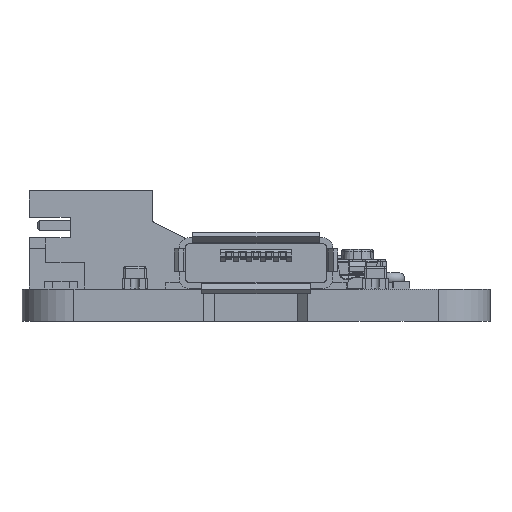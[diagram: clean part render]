
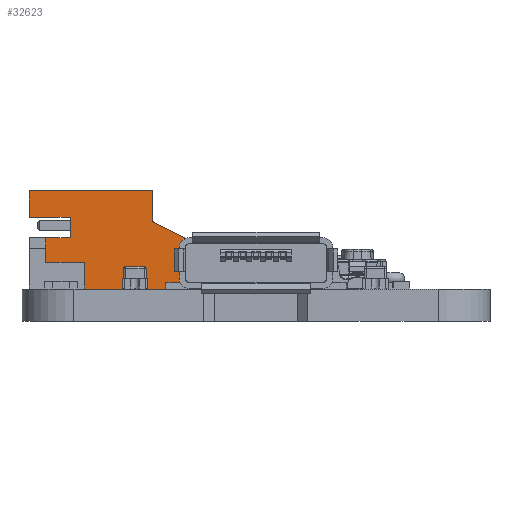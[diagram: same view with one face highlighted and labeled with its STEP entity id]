
A CAD part, left-side view. The second image highlights one B-rep face of the part: STEP entity #32623.
In plain terms, the highlighted planar face has unit normal (-1, 0, 0).
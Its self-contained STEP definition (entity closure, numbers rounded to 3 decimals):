
#1195=PLANE('',#35060);
#2744=FACE_OUTER_BOUND('',#4657,.T.);
#4657=EDGE_LOOP('',(#26736,#26737,#26738,#26739,#26740,#26741,#26742,#26743,
#26744,#26745,#26746,#26747));
#7357=LINE('',#51485,#11068);
#7378=LINE('',#51528,#11089);
#7459=LINE('',#51685,#11170);
#7461=LINE('',#51689,#11172);
#7463=LINE('',#51693,#11174);
#7464=LINE('',#51696,#11175);
#7467=LINE('',#51701,#11178);
#7468=LINE('',#51703,#11179);
#7470=LINE('',#51708,#11181);
#7472=LINE('',#51711,#11183);
#7501=LINE('',#51767,#11212);
#7503=LINE('',#51770,#11214);
#11068=VECTOR('',#41025,1.5);
#11089=VECTOR('',#41052,1.2);
#11170=VECTOR('',#41193,1.2);
#11172=VECTOR('',#41197,1.9);
#11174=VECTOR('',#41201,1.3);
#11175=VECTOR('',#41204,4.9);
#11178=VECTOR('',#41209,2.5);
#11179=VECTOR('',#41212,1.789);
#11181=VECTOR('',#41216,2.);
#11183=VECTOR('',#41220,1.);
#11212=VECTOR('',#41271,1.3);
#11214=VECTOR('',#41275,6.);
#15322=VERTEX_POINT('',#51482);
#15323=VERTEX_POINT('',#51484);
#15341=VERTEX_POINT('',#51526);
#15342=VERTEX_POINT('',#51527);
#15388=VERTEX_POINT('',#51683);
#15389=VERTEX_POINT('',#51687);
#15390=VERTEX_POINT('',#51691);
#15391=VERTEX_POINT('',#51695);
#15392=VERTEX_POINT('',#51699);
#15393=VERTEX_POINT('',#51705);
#15394=VERTEX_POINT('',#51707);
#15410=VERTEX_POINT('',#51766);
#19231=EDGE_CURVE('',#15322,#15323,#7357,.F.);
#19252=EDGE_CURVE('',#15341,#15342,#7378,.F.);
#19333=EDGE_CURVE('',#15342,#15388,#7459,.F.);
#19335=EDGE_CURVE('',#15388,#15389,#7461,.T.);
#19337=EDGE_CURVE('',#15389,#15390,#7463,.F.);
#19338=EDGE_CURVE('',#15390,#15391,#7464,.T.);
#19341=EDGE_CURVE('',#15391,#15392,#7467,.T.);
#19342=EDGE_CURVE('',#15392,#15323,#7468,.T.);
#19344=EDGE_CURVE('',#15394,#15393,#7470,.T.);
#19346=EDGE_CURVE('',#15393,#15341,#7472,.F.);
#19375=EDGE_CURVE('',#15410,#15394,#7501,.F.);
#19377=EDGE_CURVE('',#15410,#15322,#7503,.F.);
#26736=ORIENTED_EDGE('',*,*,#19344,.T.);
#26737=ORIENTED_EDGE('',*,*,#19346,.T.);
#26738=ORIENTED_EDGE('',*,*,#19252,.T.);
#26739=ORIENTED_EDGE('',*,*,#19333,.T.);
#26740=ORIENTED_EDGE('',*,*,#19335,.T.);
#26741=ORIENTED_EDGE('',*,*,#19337,.T.);
#26742=ORIENTED_EDGE('',*,*,#19338,.T.);
#26743=ORIENTED_EDGE('',*,*,#19341,.T.);
#26744=ORIENTED_EDGE('',*,*,#19342,.T.);
#26745=ORIENTED_EDGE('',*,*,#19231,.F.);
#26746=ORIENTED_EDGE('',*,*,#19377,.F.);
#26747=ORIENTED_EDGE('',*,*,#19375,.T.);
#32623=ADVANCED_FACE('',(#2744),#1195,.T.);
#35060=AXIS2_PLACEMENT_3D('',#51769,#41273,#41274);
#41025=DIRECTION('',(0.,0.,1.));
#41052=DIRECTION('',(0.,-1.,0.));
#41193=DIRECTION('',(0.,0.,1.));
#41197=DIRECTION('',(0.,-1.,0.));
#41201=DIRECTION('',(0.,0.,1.));
#41204=DIRECTION('',(0.,-1.,0.));
#41209=DIRECTION('',(0.,0.,1.));
#41212=DIRECTION('',(0.,0.894,0.447));
#41216=DIRECTION('',(0.,-1.,0.));
#41220=DIRECTION('',(0.,0.,1.));
#41271=DIRECTION('',(0.,0.,1.));
#41273=DIRECTION('center_axis',(-1.,0.,0.));
#41274=DIRECTION('ref_axis',(0.,-1.,0.));
#41275=DIRECTION('',(0.,1.,0.));
#51482=CARTESIAN_POINT('',(-3.95,-2.8,4.8));
#51484=CARTESIAN_POINT('',(-3.95,-2.8,3.3));
#51485=CARTESIAN_POINT('',(-3.95,-2.8,3.3));
#51526=CARTESIAN_POINT('',(-3.95,1.2,2.5));
#51527=CARTESIAN_POINT('',(-3.95,2.4,2.5));
#51528=CARTESIAN_POINT('',(-3.95,2.4,2.5));
#51683=CARTESIAN_POINT('',(-3.95,2.4,1.3));
#51685=CARTESIAN_POINT('',(-3.95,2.4,1.3));
#51687=CARTESIAN_POINT('',(-3.95,0.5,1.3));
#51689=CARTESIAN_POINT('',(-3.95,2.4,1.3));
#51691=CARTESIAN_POINT('',(-3.95,0.5,0.));
#51693=CARTESIAN_POINT('',(-3.95,0.5,0.));
#51695=CARTESIAN_POINT('',(-3.95,-4.4,0.));
#51696=CARTESIAN_POINT('',(-3.95,0.5,0.));
#51699=CARTESIAN_POINT('',(-3.95,-4.4,2.5));
#51701=CARTESIAN_POINT('',(-3.95,-4.4,0.));
#51703=CARTESIAN_POINT('',(-3.95,-4.4,2.5));
#51705=CARTESIAN_POINT('',(-3.95,1.2,3.5));
#51707=CARTESIAN_POINT('',(-3.95,3.2,3.5));
#51708=CARTESIAN_POINT('',(-3.95,3.2,3.5));
#51711=CARTESIAN_POINT('',(-3.95,1.2,2.5));
#51766=CARTESIAN_POINT('',(-3.95,3.2,4.8));
#51767=CARTESIAN_POINT('',(-3.95,3.2,3.5));
#51769=CARTESIAN_POINT('Origin',(-3.95,0.2,2.4));
#51770=CARTESIAN_POINT('',(-3.95,-2.8,4.8));
